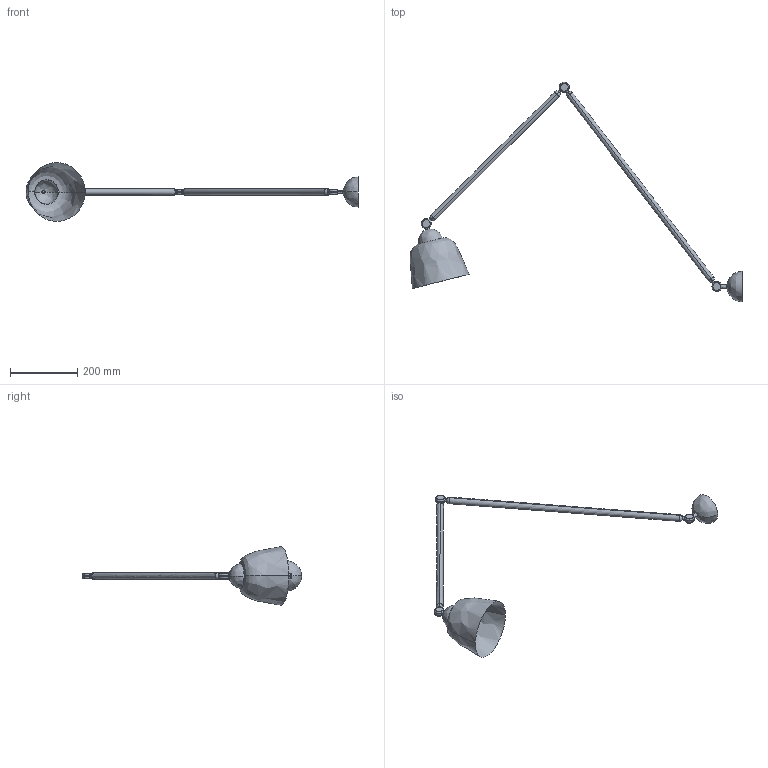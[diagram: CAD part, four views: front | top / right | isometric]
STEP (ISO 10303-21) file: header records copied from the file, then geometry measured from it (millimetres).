
FILE_DESCRIPTION(/* description */ (''),/* implementation_level */ '2;1');
FILE_NAME(/* name */ '174421~3',/* time_stamp */ '2020-10-21T11:39:07+02:00',/* author */ (''),/* organization */ (''),/* preprocessor_version */ 'ST-DEVELOPER v15',/* originating_system */ '',/* authorisation */ '');
FILE_SCHEMA (('AUTOMOTIVE_DESIGN'));
Length unit declared in the file: millimetre
Products named in the file (1): Document
Bounding box: 989.03 x 653.37 x 174.81 mm (x, y, z)
Volume: 418596.3 mm3; surface area: 173830.4 mm2
Topology: 5 solids, 15 shells, 57 faces, 165 edges, 110 vertices
Faces by surface type: bspline 51, plane 6
Entity records: 2962 total; most frequent: CARTESIAN_POINT 2047, ORIENTED_EDGE 236, EDGE_CURVE 153, VERTEX_POINT 110, ADVANCED_FACE 57, FACE_OUTER_BOUND 57, EDGE_LOOP 57, B_SPLINE_CURVE_WITH_KNOTS 50
